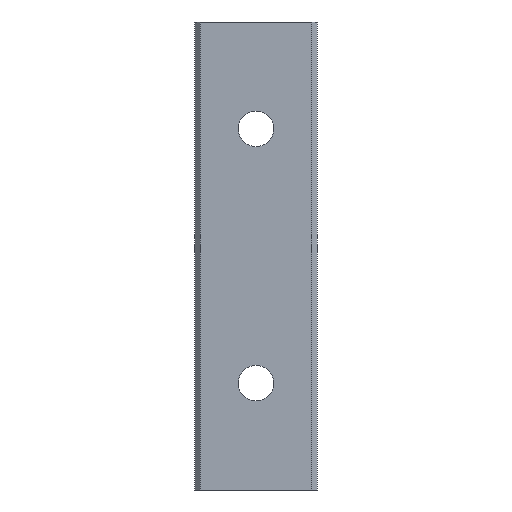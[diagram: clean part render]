
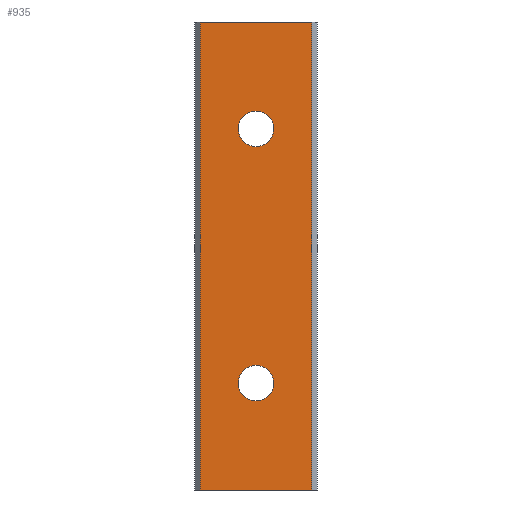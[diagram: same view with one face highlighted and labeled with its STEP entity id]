
A CAD part, front view. The second image highlights one B-rep face of the part: STEP entity #935.
In plain terms, the highlighted planar face has unit normal (0, -1, 0).
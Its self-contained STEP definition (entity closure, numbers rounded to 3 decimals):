
#7 = EDGE_LOOP ( 'NONE', ( #597 ) ) ;
#10 = EDGE_LOOP ( 'NONE', ( #571 ) ) ;
#12 = EDGE_LOOP ( 'NONE', ( #610, #584, #562, #574 ) ) ;
#34 = EDGE_CURVE ( 'NONE', #380, #380, #757, .T. ) ;
#37 = EDGE_CURVE ( 'NONE', #382, #382, #762, .T. ) ;
#42 = EDGE_CURVE ( 'NONE', #435, #425, #752, .T. ) ;
#57 = EDGE_CURVE ( 'NONE', #436, #417, #796, .T. ) ;
#78 = EDGE_CURVE ( 'NONE', #435, #436, #831, .T. ) ;
#90 = EDGE_CURVE ( 'NONE', #425, #417, #824, .T. ) ;
#96 = AXIS2_PLACEMENT_3D ( 'NONE', #493, #501, #502 ) ;
#97 = AXIS2_PLACEMENT_3D ( 'NONE', #492, #494, #495 ) ;
#122 = AXIS2_PLACEMENT_3D ( 'NONE', #284, #285, #286 ) ;
#157 = CARTESIAN_POINT ( 'NONE',  ( -5.5, 0., -46. ) ) ;
#158 = DIRECTION ( 'NONE',  ( 0., 0., 1. ) ) ;
#178 = CARTESIAN_POINT ( 'NONE',  ( 5.5, 0., -46. ) ) ;
#179 = DIRECTION ( 'NONE',  ( 0., 0., 1. ) ) ;
#207 = CARTESIAN_POINT ( 'NONE',  ( 5.5, 0., 0. ) ) ;
#214 = CARTESIAN_POINT ( 'NONE',  ( 5.5, 0., -46. ) ) ;
#224 = CARTESIAN_POINT ( 'NONE',  ( -5.5, 0., -46. ) ) ;
#225 = CARTESIAN_POINT ( 'NONE',  ( -5.5, 0., 0. ) ) ;
#283 = PLANE ( 'NONE',  #122 ) ;
#284 = CARTESIAN_POINT ( 'NONE',  ( 5.5, 0., -46. ) ) ;
#285 = DIRECTION ( 'NONE',  ( 0., -1., 0. ) ) ;
#286 = DIRECTION ( 'NONE',  ( 1., 0., 0. ) ) ;
#380 = VERTEX_POINT ( 'NONE', #381 ) ;
#381 = CARTESIAN_POINT ( 'NONE',  ( 0., 0., -33.75 ) ) ;
#382 = VERTEX_POINT ( 'NONE', #383 ) ;
#383 = CARTESIAN_POINT ( 'NONE',  ( 0., 0., -8.75 ) ) ;
#417 = VERTEX_POINT ( 'NONE', #207 ) ;
#425 = VERTEX_POINT ( 'NONE', #214 ) ;
#435 = VERTEX_POINT ( 'NONE', #224 ) ;
#436 = VERTEX_POINT ( 'NONE', #225 ) ;
#492 = CARTESIAN_POINT ( 'NONE',  ( 0., 0., -35.5 ) ) ;
#493 = CARTESIAN_POINT ( 'NONE',  ( 0., 0., -10.5 ) ) ;
#494 = DIRECTION ( 'NONE',  ( 0., 1., 0. ) ) ;
#495 = DIRECTION ( 'NONE',  ( 0., 0., 1. ) ) ;
#496 = CARTESIAN_POINT ( 'NONE',  ( 5.5, 0., -46. ) ) ;
#501 = DIRECTION ( 'NONE',  ( 0., 1., 0. ) ) ;
#502 = DIRECTION ( 'NONE',  ( 0., 0., 1. ) ) ;
#512 = DIRECTION ( 'NONE',  ( 1., 0., 0. ) ) ;
#562 = ORIENTED_EDGE ( 'NONE', *, *, #42, .T. ) ;
#571 = ORIENTED_EDGE ( 'NONE', *, *, #37, .T. ) ;
#574 = ORIENTED_EDGE ( 'NONE', *, *, #90, .T. ) ;
#584 = ORIENTED_EDGE ( 'NONE', *, *, #78, .F. ) ;
#597 = ORIENTED_EDGE ( 'NONE', *, *, #34, .T. ) ;
#610 = ORIENTED_EDGE ( 'NONE', *, *, #57, .F. ) ;
#752 = LINE ( 'NONE', #496, #769 ) ;
#757 = CIRCLE ( 'NONE', #97, 1.75 ) ;
#762 = CIRCLE ( 'NONE', #96, 1.75 ) ;
#769 = VECTOR ( 'NONE', #512, 1000. ) ;
#796 = LINE ( 'NONE', #999, #797 ) ;
#797 = VECTOR ( 'NONE', #998, 1000. ) ;
#824 = LINE ( 'NONE', #178, #852 ) ;
#831 = LINE ( 'NONE', #157, #832 ) ;
#832 = VECTOR ( 'NONE', #158, 1000. ) ;
#852 = VECTOR ( 'NONE', #179, 1000. ) ;
#877 = FACE_OUTER_BOUND ( 'NONE', #12, .T. ) ;
#884 = FACE_BOUND ( 'NONE', #10, .T. ) ;
#888 = FACE_BOUND ( 'NONE', #7, .T. ) ;
#935 = ADVANCED_FACE ( 'NONE', ( #884, #877, #888 ), #283, .T. ) ;
#998 = DIRECTION ( 'NONE',  ( 1., 0., 0. ) ) ;
#999 = CARTESIAN_POINT ( 'NONE',  ( 5.5, 0., 0. ) ) ;
